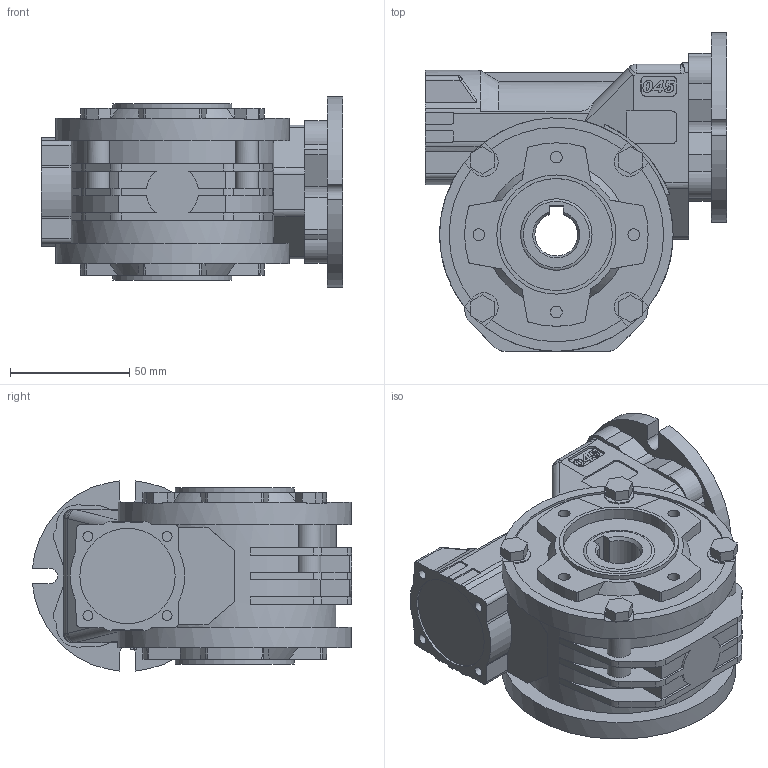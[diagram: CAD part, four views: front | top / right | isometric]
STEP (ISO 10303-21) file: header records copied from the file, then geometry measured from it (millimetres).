
FILE_DESCRIPTION(/* description */ ('Unknown'),/* implementation_level */ '2;1');
FILE_NAME(/* name */ '_P_045_FB_xxx_C_0_-O_B3_-A_',/* time_stamp */ '2025-09-09T13:02:54+02:00',/* author */ ('Unknown'),/* organization */ ('Unknown'),/* preprocessor_version */ 'ST-DEVELOPER v18.104',/* originating_system */ 'Solid Edge',/* authorisation */ 'Unknown');
FILE_SCHEMA (('AUTOMOTIVE_DESIGN {1 0 10303 214 3 1 1}'));
Length unit declared in the file: millimetre
Products named in the file (4): _P_045_FB_xxx_C_0_-O_B3_-A_; _B_045_FB__7,00_C_0_-M_B3_-.3d; C355090P; C404049
Assembly tree (3 placements, depth 2):
  _P_045_FB_xxx_C_0_-O_B3_-A_
    _B_045_FB__7,00_C_0_-M_B3_-.3d
    C355090P
    C404049
Bounding box: 126.5 x 133.87 x 79.74 mm (x, y, z)
Volume: 622947.6 mm3; surface area: 88825 mm2
Topology: 3 solids, 3 shells, 702 faces, 1857 edges, 1228 vertices
Faces by surface type: plane 460, cylinder 178, bspline 30, cone 23, torus 9, sphere 2
Full cylindrical faces by diameter (mm): 4.134 x4, 4.917 x12, 7 x4, 9.9 x4, 12.5 x4, 16.6 x1, 21 x1, 24.95 x1, 25 x1, 30 x1, 40 x3, 47 x4, 50 x2, 98 x2
Entity records: 26887 total; most frequent: CARTESIAN_POINT 5885, ORIENTED_EDGE 3538, DIRECTION 3453, EDGE_CURVE 1769, VERTEX_POINT 1199, LINE 1171, VECTOR 1171, AXIS2_PLACEMENT_3D 1141
